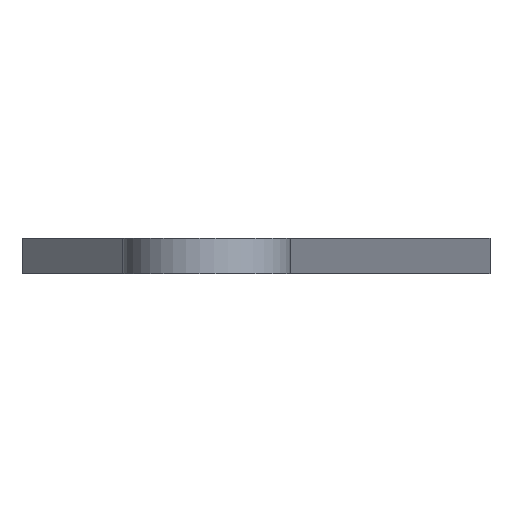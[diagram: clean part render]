
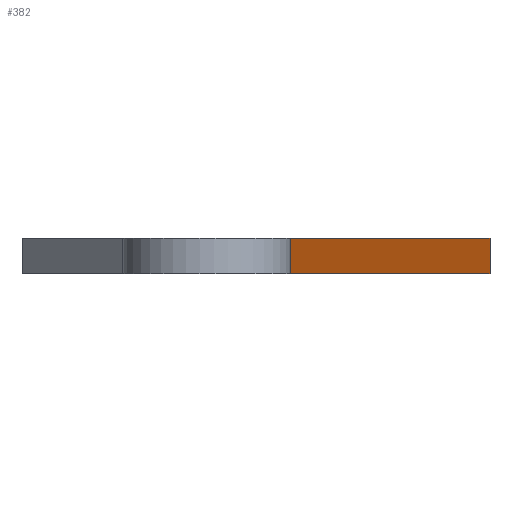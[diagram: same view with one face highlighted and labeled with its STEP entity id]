
A CAD part, left-side view. The second image highlights one B-rep face of the part: STEP entity #382.
In plain terms, the highlighted planar face has unit normal (-0.244, -0.97, 0).
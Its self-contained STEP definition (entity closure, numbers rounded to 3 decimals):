
#50=PLANE('',#418);
#68=FACE_OUTER_BOUND('',#101,.T.);
#101=EDGE_LOOP('',(#350,#351,#352,#353));
#122=LINE('',#1122,#149);
#123=LINE('',#1303,#150);
#139=LINE('',#1921,#166);
#140=LINE('',#1923,#167);
#149=VECTOR('',#436,10.);
#150=VECTOR('',#447,10.);
#166=VECTOR('',#487,10.);
#167=VECTOR('',#490,10.);
#180=VERTEX_POINT('',#1110);
#185=VERTEX_POINT('',#1120);
#193=VERTEX_POINT('',#1300);
#194=VERTEX_POINT('',#1302);
#219=EDGE_CURVE('',#180,#185,#122,.T.);
#229=EDGE_CURVE('',#193,#194,#123,.T.);
#254=EDGE_CURVE('',#185,#194,#139,.T.);
#255=EDGE_CURVE('',#180,#193,#140,.T.);
#350=ORIENTED_EDGE('',*,*,#219,.T.);
#351=ORIENTED_EDGE('',*,*,#254,.T.);
#352=ORIENTED_EDGE('',*,*,#229,.F.);
#353=ORIENTED_EDGE('',*,*,#255,.F.);
#382=ADVANCED_FACE('',(#68),#50,.T.);
#418=AXIS2_PLACEMENT_3D('',#1922,#488,#489);
#436=DIRECTION('',(0.97,-0.244,0.));
#447=DIRECTION('',(0.97,-0.244,0.));
#487=DIRECTION('',(0.,0.,1.));
#488=DIRECTION('center_axis',(-0.244,-0.97,0.));
#489=DIRECTION('ref_axis',(0.97,-0.244,0.));
#490=DIRECTION('',(0.,0.,1.));
#1110=CARTESIAN_POINT('',(30.171,103.601,0.));
#1120=CARTESIAN_POINT('',(172.236,67.797,0.));
#1122=CARTESIAN_POINT('',(30.171,103.601,0.));
#1300=CARTESIAN_POINT('',(30.171,103.601,6.3));
#1302=CARTESIAN_POINT('',(172.236,67.797,6.3));
#1303=CARTESIAN_POINT('',(30.171,103.601,6.3));
#1921=CARTESIAN_POINT('',(172.236,67.797,0.));
#1922=CARTESIAN_POINT('Origin',(30.171,103.601,0.));
#1923=CARTESIAN_POINT('',(30.171,103.601,0.));
